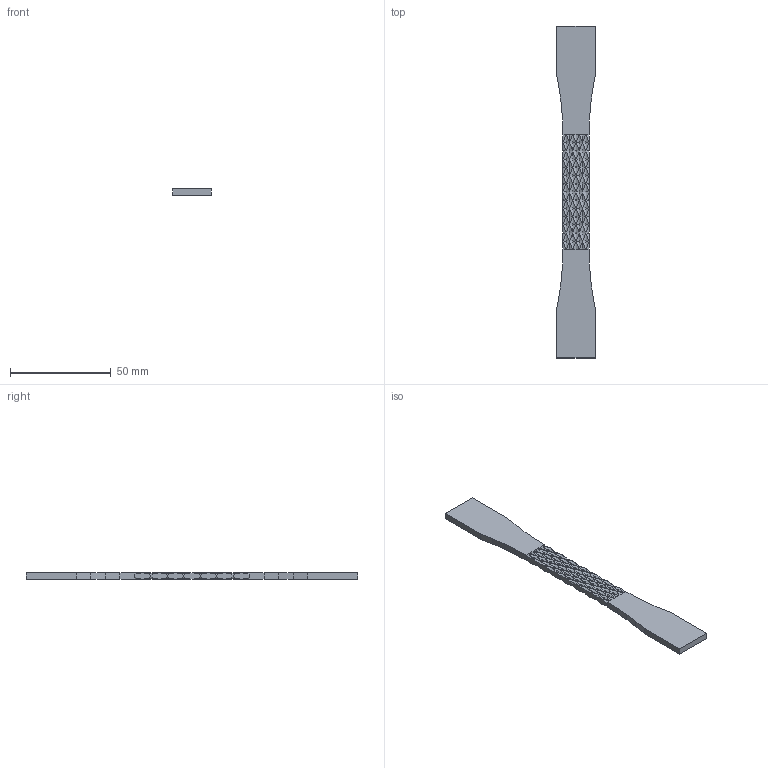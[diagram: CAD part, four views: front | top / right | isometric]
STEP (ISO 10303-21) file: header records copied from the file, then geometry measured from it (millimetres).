
FILE_DESCRIPTION(('FreeCAD Model'),'2;1');
FILE_NAME('Open CASCADE Shape Model','2021-08-04T03:43:47',('FreeCAD'),( 'FreeCAD'),'Open CASCADE STEP processor 7.5','FreeCAD','Unknown');
FILE_SCHEMA(('AUTOMOTIVE_DESIGN { 1 0 10303 214 1 1 1 1 }'));
Length unit declared in the file: millimetre
Products named in the file (1): Open CASCADE STEP translator 7.5 28
Bounding box: 19 x 165 x 3.2 mm (x, y, z)
Volume: 7873.4 mm3; surface area: 6500.4 mm2
Topology: 1 solids, 1 shells, 960 faces, 1800 edges, 842 vertices
Faces by surface type: plane 960
Entity records: 43486 total; most frequent: CARTESIAN_POINT 9099, DIRECTION 5426, ORIENTED_EDGE 3600, PCURVE 3600, DEFINITIONAL_REPRESENTATION 3600, LINE 3504, VECTOR 3504, B_SPLINE_CURVE_WITH_KNOTS 1896
